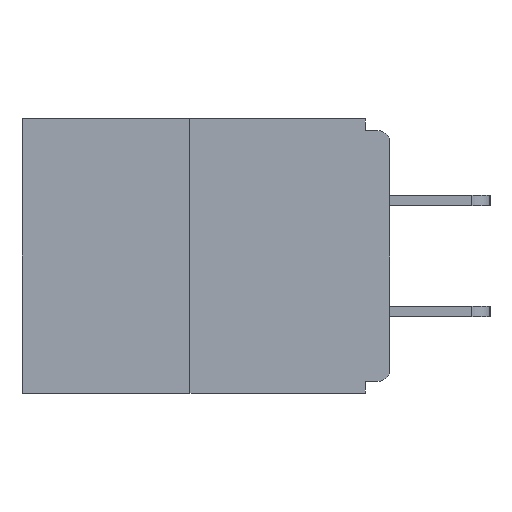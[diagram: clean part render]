
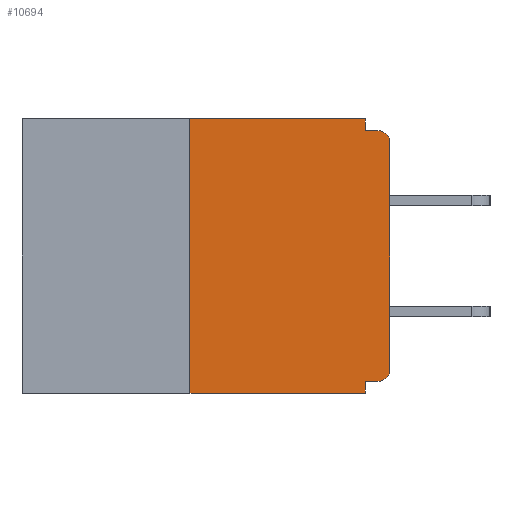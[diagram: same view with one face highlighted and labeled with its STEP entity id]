
A CAD part, left-side view. The second image highlights one B-rep face of the part: STEP entity #10694.
In plain terms, the highlighted planar face has unit normal (-1, 0, 0).
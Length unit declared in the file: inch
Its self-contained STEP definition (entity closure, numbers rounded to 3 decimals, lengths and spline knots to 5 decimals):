
#368 = CARTESIAN_POINT ( 'NONE',  ( 0., 0., -0.03 ) ) ;
#464 = CARTESIAN_POINT ( 'NONE',  ( 0., 0.031, 0. ) ) ;
#555 = CARTESIAN_POINT ( 'NONE',  ( 0., 0.25, 0. ) ) ;
#1241 = LINE ( 'NONE', #7785, #12733 ) ;
#1468 = LINE ( 'NONE', #11098, #3758 ) ;
#1796 = CARTESIAN_POINT ( 'NONE',  ( 0., 0.015, -0.313 ) ) ;
#1897 = ORIENTED_EDGE ( 'NONE', *, *, #12240, .T. ) ;
#1934 = EDGE_CURVE ( 'NONE', #4561, #9046, #12937, .T. ) ;
#2323 = LINE ( 'NONE', #10257, #15898 ) ;
#2900 = VERTEX_POINT ( 'NONE', #555 ) ;
#3011 = LINE ( 'NONE', #13763, #13368 ) ;
#3758 = VECTOR ( 'NONE', #13660, 39.37008 ) ;
#3824 = DIRECTION ( 'NONE',  ( 0., 0., -1. ) ) ;
#3957 = CARTESIAN_POINT ( 'NONE',  ( 0., 0.031, -0.015 ) ) ;
#4105 = DIRECTION ( 'NONE',  ( 0., 0., -1. ) ) ;
#4107 = EDGE_CURVE ( 'NONE', #2900, #14711, #2323, .T. ) ;
#4561 = VERTEX_POINT ( 'NONE', #4817 ) ;
#4817 = CARTESIAN_POINT ( 'NONE',  ( 0., 0.015, -0.328 ) ) ;
#5021 = ORIENTED_EDGE ( 'NONE', *, *, #9113, .F. ) ;
#5034 = ORIENTED_EDGE ( 'NONE', *, *, #6778, .F. ) ;
#5270 = CIRCLE ( 'NONE', #14300, 0.015 ) ;
#5789 = DIRECTION ( 'NONE',  ( 0., -1., 0. ) ) ;
#5938 = DIRECTION ( 'NONE',  ( -1., 0., 0. ) ) ;
#5961 = EDGE_CURVE ( 'NONE', #6622, #9413, #5270, .T. ) ;
#6260 = VECTOR ( 'NONE', #10849, 39.37008 ) ;
#6622 = VERTEX_POINT ( 'NONE', #368 ) ;
#6778 = EDGE_CURVE ( 'NONE', #9639, #10319, #15861, .T. ) ;
#6784 = AXIS2_PLACEMENT_3D ( 'NONE', #14977, #8066, #9522 ) ;
#6982 = ORIENTED_EDGE ( 'NONE', *, *, #12400, .F. ) ;
#7060 = DIRECTION ( 'NONE',  ( 0., 0., -1. ) ) ;
#7315 = EDGE_CURVE ( 'NONE', #14711, #10147, #10889, .T. ) ;
#7343 = VECTOR ( 'NONE', #8299, 39.37008 ) ;
#7662 = CARTESIAN_POINT ( 'NONE',  ( 0., 0., 0. ) ) ;
#7785 = CARTESIAN_POINT ( 'NONE',  ( 0., 0., -0.328 ) ) ;
#8066 = DIRECTION ( 'NONE',  ( 1., 0., 0. ) ) ;
#8299 = DIRECTION ( 'NONE',  ( 0., 0., -1. ) ) ;
#8300 = CARTESIAN_POINT ( 'NONE',  ( 0., 0.031, 0. ) ) ;
#8729 = ORIENTED_EDGE ( 'NONE', *, *, #4107, .F. ) ;
#8794 = DIRECTION ( 'NONE',  ( 0., -1., 0. ) ) ;
#8953 = DIRECTION ( 'NONE',  ( 0., 0., 1. ) ) ;
#8980 = VECTOR ( 'NONE', #4105, 39.37008 ) ;
#9046 = VERTEX_POINT ( 'NONE', #13319 ) ;
#9113 = EDGE_CURVE ( 'NONE', #10147, #9413, #15961, .T. ) ;
#9329 = CARTESIAN_POINT ( 'NONE',  ( 0., 0.015, -0.015 ) ) ;
#9405 = CARTESIAN_POINT ( 'NONE',  ( 0., 0.25, -0.343 ) ) ;
#9413 = VERTEX_POINT ( 'NONE', #9329 ) ;
#9522 = DIRECTION ( 'NONE',  ( 0., 0., -1. ) ) ;
#9639 = VERTEX_POINT ( 'NONE', #10258 ) ;
#10147 = VERTEX_POINT ( 'NONE', #3957 ) ;
#10257 = CARTESIAN_POINT ( 'NONE',  ( 0., 0.46, 0. ) ) ;
#10258 = CARTESIAN_POINT ( 'NONE',  ( 0., 0.031, -0.328 ) ) ;
#10319 = VERTEX_POINT ( 'NONE', #12205 ) ;
#10549 = DIRECTION ( 'NONE',  ( -1., 0., 0. ) ) ;
#10694 = ADVANCED_FACE ( 'NONE', ( #16021 ), #12103, .F. ) ;
#10849 = DIRECTION ( 'NONE',  ( 0., -1., 0. ) ) ;
#10889 = LINE ( 'NONE', #464, #7343 ) ;
#10927 = CARTESIAN_POINT ( 'NONE',  ( 0., 0., -0.015 ) ) ;
#11098 = CARTESIAN_POINT ( 'NONE',  ( 0., 0.25, 0. ) ) ;
#11144 = EDGE_CURVE ( 'NONE', #12014, #10319, #3011, .T. ) ;
#11302 = AXIS2_PLACEMENT_3D ( 'NONE', #1796, #5938, #7060 ) ;
#11485 = DIRECTION ( 'NONE',  ( 0., 1., 0. ) ) ;
#11659 = CARTESIAN_POINT ( 'NONE',  ( 0., 0.015, -0.03 ) ) ;
#12014 = VERTEX_POINT ( 'NONE', #9405 ) ;
#12103 = PLANE ( 'NONE',  #6784 ) ;
#12205 = CARTESIAN_POINT ( 'NONE',  ( 0., 0.031, -0.343 ) ) ;
#12240 = EDGE_CURVE ( 'NONE', #9046, #6622, #15446, .T. ) ;
#12400 = EDGE_CURVE ( 'NONE', #12014, #2900, #1468, .T. ) ;
#12733 = VECTOR ( 'NONE', #11485, 39.37008 ) ;
#12894 = EDGE_LOOP ( 'NONE', ( #8729, #6982, #13266, #5034, #13807, #16196, #1897, #14839, #5021, #14596 ) ) ;
#12937 = CIRCLE ( 'NONE', #11302, 0.015 ) ;
#13266 = ORIENTED_EDGE ( 'NONE', *, *, #11144, .T. ) ;
#13319 = CARTESIAN_POINT ( 'NONE',  ( 0., 0., -0.313 ) ) ;
#13368 = VECTOR ( 'NONE', #5789, 39.37008 ) ;
#13660 = DIRECTION ( 'NONE',  ( 0., 0., 1. ) ) ;
#13763 = CARTESIAN_POINT ( 'NONE',  ( 0., 0.46, -0.343 ) ) ;
#13807 = ORIENTED_EDGE ( 'NONE', *, *, #15600, .F. ) ;
#14300 = AXIS2_PLACEMENT_3D ( 'NONE', #11659, #10549, #3824 ) ;
#14580 = CARTESIAN_POINT ( 'NONE',  ( 0., 0.031, -0.343 ) ) ;
#14596 = ORIENTED_EDGE ( 'NONE', *, *, #7315, .F. ) ;
#14711 = VERTEX_POINT ( 'NONE', #8300 ) ;
#14839 = ORIENTED_EDGE ( 'NONE', *, *, #5961, .T. ) ;
#14977 = CARTESIAN_POINT ( 'NONE',  ( 0., 0.46, 0. ) ) ;
#15446 = LINE ( 'NONE', #7662, #15534 ) ;
#15534 = VECTOR ( 'NONE', #8953, 39.37008 ) ;
#15600 = EDGE_CURVE ( 'NONE', #4561, #9639, #1241, .T. ) ;
#15861 = LINE ( 'NONE', #14580, #8980 ) ;
#15898 = VECTOR ( 'NONE', #8794, 39.37008 ) ;
#15961 = LINE ( 'NONE', #10927, #6260 ) ;
#16021 = FACE_OUTER_BOUND ( 'NONE', #12894, .T. ) ;
#16196 = ORIENTED_EDGE ( 'NONE', *, *, #1934, .T. ) ;
